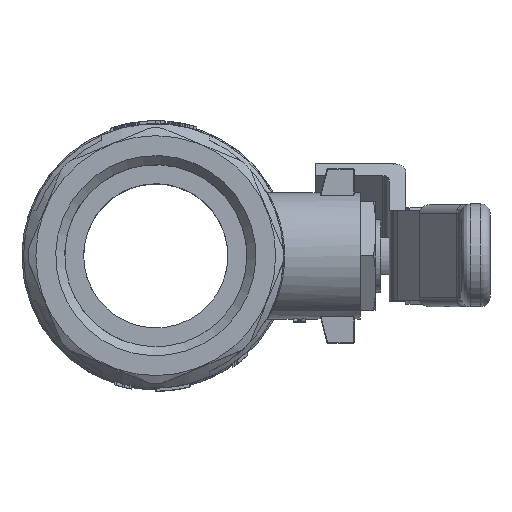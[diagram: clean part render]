
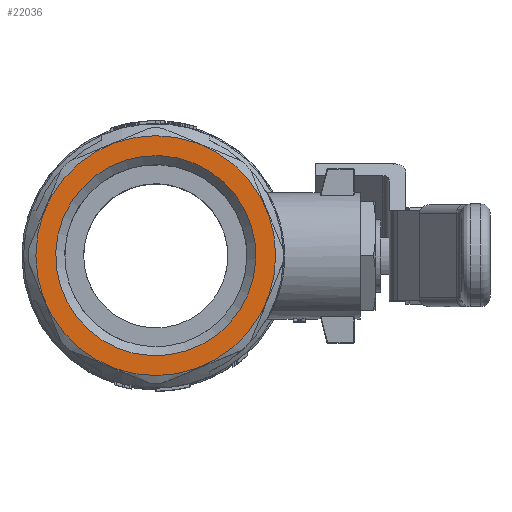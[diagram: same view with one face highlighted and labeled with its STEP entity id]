
A CAD part, top view. The second image highlights one B-rep face of the part: STEP entity #22036.
In plain terms, the highlighted planar face has unit normal (0, 0, 1).
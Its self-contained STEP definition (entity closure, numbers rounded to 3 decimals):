
#4537=PLANE('',#31962);
#7354=ORIENTED_EDGE('',*,*,#13935,.F.);
#7355=ORIENTED_EDGE('',*,*,#13934,.F.);
#13934=EDGE_CURVE('',#19237,#19237,#16407,.T.);
#13935=EDGE_CURVE('',#19238,#19238,#16408,.T.);
#16407=CIRCLE('',#31961,16.646);
#16408=CIRCLE('',#31963,19.951);
#16823=EDGE_LOOP('',(#7354));
#16824=EDGE_LOOP('',(#7355));
#19237=VERTEX_POINT('',#46107);
#19238=VERTEX_POINT('',#46110);
#20743=FACE_BOUND('',#16823,.T.);
#20744=FACE_BOUND('',#16824,.T.);
#22036=ADVANCED_FACE('',(#20743,#20744),#4537,.T.);
#31961=AXIS2_PLACEMENT_3D('',#46106,#36472,#36473);
#31962=AXIS2_PLACEMENT_3D('',#46108,#36474,#36475);
#31963=AXIS2_PLACEMENT_3D('',#46109,#36476,#36477);
#36472=DIRECTION('',(0.,0.,1.));
#36473=DIRECTION('',(0.383,0.924,0.));
#36474=DIRECTION('',(0.,0.,1.));
#36475=DIRECTION('',(1.,0.,0.));
#36476=DIRECTION('',(0.,0.,-1.));
#36477=DIRECTION('',(0.,1.,0.));
#46106=CARTESIAN_POINT('',(10.,0.,48.3));
#46107=CARTESIAN_POINT('',(16.37,15.378,48.3));
#46108=CARTESIAN_POINT('',(10.,0.,48.3));
#46109=CARTESIAN_POINT('',(10.,0.,48.3));
#46110=CARTESIAN_POINT('',(10.,19.951,48.3));
